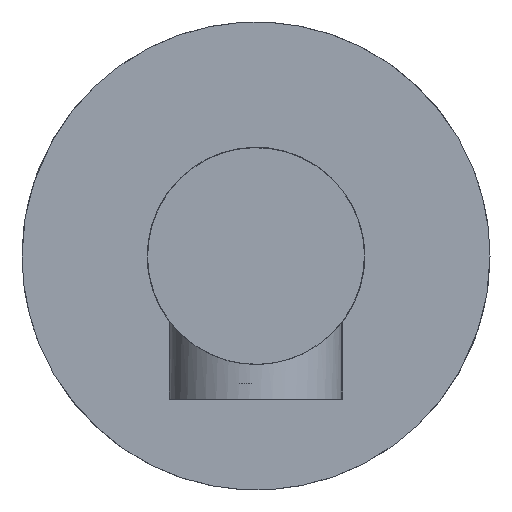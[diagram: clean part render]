
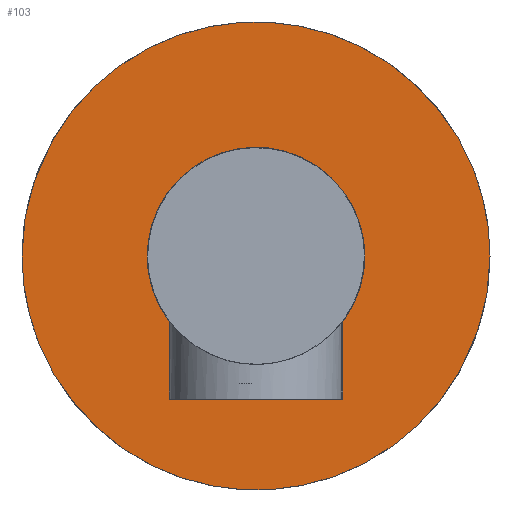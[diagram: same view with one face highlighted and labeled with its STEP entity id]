
A CAD part, front view. The second image highlights one B-rep face of the part: STEP entity #103.
In plain terms, the highlighted face is planar.
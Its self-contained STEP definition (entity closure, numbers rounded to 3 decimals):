
#57=FACE_BOUND('',#307,.T.);
#103=ADVANCED_FACE('',(#201,#57),#1405,.T.);
#201=FACE_OUTER_BOUND('',#306,.T.);
#306=EDGE_LOOP('',(#523,#524));
#307=EDGE_LOOP('',(#525,#526));
#523=ORIENTED_EDGE('',*,*,#876,.F.);
#524=ORIENTED_EDGE('',*,*,#861,.F.);
#525=ORIENTED_EDGE('',*,*,#889,.T.);
#526=ORIENTED_EDGE('',*,*,#834,.T.);
#834=EDGE_CURVE('',#1280,#1281,#1041,.T.);
#861=EDGE_CURVE('',#1306,#1307,#1054,.T.);
#876=EDGE_CURVE('',#1307,#1306,#1060,.T.);
#889=EDGE_CURVE('',#1281,#1280,#1073,.T.);
#1041=(
BOUNDED_CURVE()
B_SPLINE_CURVE(2,(#2560,#2561,#2562,#2563,#2564),.UNSPECIFIED.,.F.,.F.)
B_SPLINE_CURVE_WITH_KNOTS((3,2,3),(-39.427,-19.713,
0.),.UNSPECIFIED.)
CURVE()
GEOMETRIC_REPRESENTATION_ITEM()
RATIONAL_B_SPLINE_CURVE((1.,0.707,1.,0.707,1.))
REPRESENTATION_ITEM('')
);
#1054=(
BOUNDED_CURVE()
B_SPLINE_CURVE(2,(#2653,#2654,#2655,#2656,#2657),.UNSPECIFIED.,.F.,.F.)
B_SPLINE_CURVE_WITH_KNOTS((3,2,3),(0.,42.412,84.823),
 .UNSPECIFIED.)
CURVE()
GEOMETRIC_REPRESENTATION_ITEM()
RATIONAL_B_SPLINE_CURVE((1.,0.707,1.,0.707,1.))
REPRESENTATION_ITEM('')
);
#1060=(
BOUNDED_CURVE()
B_SPLINE_CURVE(2,(#2871,#2872,#2873,#2874,#2875),.UNSPECIFIED.,.F.,.F.)
B_SPLINE_CURVE_WITH_KNOTS((3,2,3),(0.,42.412,84.823),
 .UNSPECIFIED.)
CURVE()
GEOMETRIC_REPRESENTATION_ITEM()
RATIONAL_B_SPLINE_CURVE((1.,0.707,1.,0.707,1.))
REPRESENTATION_ITEM('')
);
#1073=(
BOUNDED_CURVE()
B_SPLINE_CURVE(2,(#2936,#2937,#2938,#2939,#2940),.UNSPECIFIED.,.F.,.F.)
B_SPLINE_CURVE_WITH_KNOTS((3,2,3),(-39.427,-19.713,
0.),.UNSPECIFIED.)
CURVE()
GEOMETRIC_REPRESENTATION_ITEM()
RATIONAL_B_SPLINE_CURVE((1.,0.707,1.,0.707,1.))
REPRESENTATION_ITEM('')
);
#1280=VERTEX_POINT('',#2473);
#1281=VERTEX_POINT('',#2474);
#1306=VERTEX_POINT('',#2499);
#1307=VERTEX_POINT('',#2500);
#1405=PLANE('',#1649);
#1649=AXIS2_PLACEMENT_3D('',#1904,#1745,$);
#1745=DIRECTION('',(1.,0.,0.));
#1904=CARTESIAN_POINT('',(10.,-32.4,-32.4));
#2473=CARTESIAN_POINT('',(10.,0.,-12.55));
#2474=CARTESIAN_POINT('',(10.,0.,12.55));
#2499=CARTESIAN_POINT('',(10.,0.,27.));
#2500=CARTESIAN_POINT('',(10.,0.,-27.));
#2560=CARTESIAN_POINT('',(10.,0.,-12.55));
#2561=CARTESIAN_POINT('',(10.,-12.55,-12.55));
#2562=CARTESIAN_POINT('',(10.,-12.55,0.));
#2563=CARTESIAN_POINT('',(10.,-12.55,12.55));
#2564=CARTESIAN_POINT('',(10.,0.,12.55));
#2653=CARTESIAN_POINT('',(10.,0.,27.));
#2654=CARTESIAN_POINT('',(10.,27.,27.));
#2655=CARTESIAN_POINT('',(10.,27.,0.));
#2656=CARTESIAN_POINT('',(10.,27.,-27.));
#2657=CARTESIAN_POINT('',(10.,0.,-27.));
#2871=CARTESIAN_POINT('',(10.,0.,-27.));
#2872=CARTESIAN_POINT('',(10.,-27.,-27.));
#2873=CARTESIAN_POINT('',(10.,-27.,0.));
#2874=CARTESIAN_POINT('',(10.,-27.,27.));
#2875=CARTESIAN_POINT('',(10.,0.,27.));
#2936=CARTESIAN_POINT('',(10.,0.,12.55));
#2937=CARTESIAN_POINT('',(10.,12.55,12.55));
#2938=CARTESIAN_POINT('',(10.,12.55,0.));
#2939=CARTESIAN_POINT('',(10.,12.55,-12.55));
#2940=CARTESIAN_POINT('',(10.,0.,-12.55));
